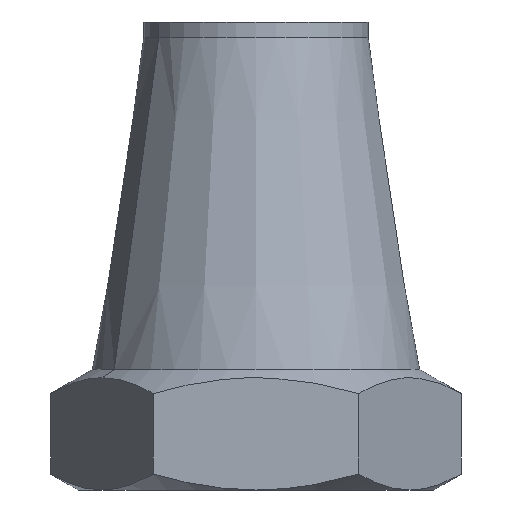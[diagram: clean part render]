
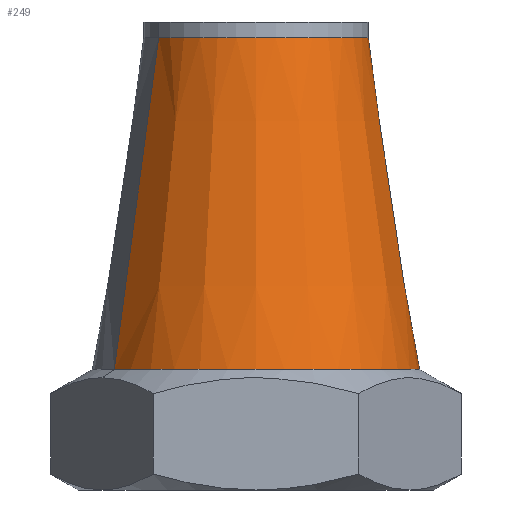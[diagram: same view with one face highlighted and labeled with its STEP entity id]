
A CAD part, left-side view. The second image highlights one B-rep face of the part: STEP entity #249.
In plain terms, the highlighted conical face has half-angle 8.786 degrees and reference radius 8.74 mm.
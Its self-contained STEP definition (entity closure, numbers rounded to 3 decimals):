
#3 = EDGE_LOOP ( 'NONE', ( #482, #152, #210, #281 ) ) ;
#5 = DIRECTION ( 'NONE',  ( -0.5, 0.866, 0. ) ) ;
#25 = CARTESIAN_POINT ( 'NONE',  ( 4.37, -7.569, 6.439 ) ) ;
#33 = LINE ( 'NONE', #25, #227 ) ;
#47 = CARTESIAN_POINT ( 'NONE',  ( -4.37, 7.569, 6.439 ) ) ;
#69 = DIRECTION ( 'NONE',  ( 0., 0., -1. ) ) ;
#113 = VERTEX_POINT ( 'NONE', #209 ) ;
#117 = VERTEX_POINT ( 'NONE', #760 ) ;
#150 = EDGE_CURVE ( 'NONE', #514, #584, #33, .T. ) ;
#152 = ORIENTED_EDGE ( 'NONE', *, *, #289, .T. ) ;
#153 = AXIS2_PLACEMENT_3D ( 'NONE', #794, #544, #738 ) ;
#175 = FACE_OUTER_BOUND ( 'NONE', #3, .T. ) ;
#195 = DIRECTION ( 'NONE',  ( 0., 0., -1. ) ) ;
#202 = CONICAL_SURFACE ( 'NONE', #153, 8.74, 0.153 ) ;
#209 = CARTESIAN_POINT ( 'NONE',  ( -3., 5.196, 24.167 ) ) ;
#210 = ORIENTED_EDGE ( 'NONE', *, *, #245, .T. ) ;
#227 = VECTOR ( 'NONE', #710, 1000. ) ;
#228 = AXIS2_PLACEMENT_3D ( 'NONE', #308, #195, #369 ) ;
#245 = EDGE_CURVE ( 'NONE', #113, #117, #612, .T. ) ;
#249 = ADVANCED_FACE ( 'NONE', ( #175 ), #202, .T. ) ;
#262 = CARTESIAN_POINT ( 'NONE',  ( 4.37, -7.569, 6.439 ) ) ;
#277 = EDGE_CURVE ( 'NONE', #584, #117, #415, .T. ) ;
#281 = ORIENTED_EDGE ( 'NONE', *, *, #277, .F. ) ;
#289 = EDGE_CURVE ( 'NONE', #514, #113, #534, .T. ) ;
#308 = CARTESIAN_POINT ( 'NONE',  ( 0., 0., 6.439 ) ) ;
#369 = DIRECTION ( 'NONE',  ( -0.5, 0.866, 0. ) ) ;
#415 = CIRCLE ( 'NONE', #228, 8.74 ) ;
#456 = VECTOR ( 'NONE', #481, 1000. ) ;
#473 = AXIS2_PLACEMENT_3D ( 'NONE', #506, #69, #5 ) ;
#481 = DIRECTION ( 'NONE',  ( -0.076, 0.132, -0.988 ) ) ;
#482 = ORIENTED_EDGE ( 'NONE', *, *, #150, .F. ) ;
#506 = CARTESIAN_POINT ( 'NONE',  ( 0., 0., 24.167 ) ) ;
#514 = VERTEX_POINT ( 'NONE', #680 ) ;
#534 = CIRCLE ( 'NONE', #473, 6. ) ;
#544 = DIRECTION ( 'NONE',  ( 0., 0., -1. ) ) ;
#584 = VERTEX_POINT ( 'NONE', #262 ) ;
#612 = LINE ( 'NONE', #47, #456 ) ;
#680 = CARTESIAN_POINT ( 'NONE',  ( 3., -5.196, 24.167 ) ) ;
#710 = DIRECTION ( 'NONE',  ( 0.076, -0.132, -0.988 ) ) ;
#738 = DIRECTION ( 'NONE',  ( -0.5, 0.866, 0. ) ) ;
#760 = CARTESIAN_POINT ( 'NONE',  ( -4.37, 7.569, 6.439 ) ) ;
#794 = CARTESIAN_POINT ( 'NONE',  ( 0., 0., 6.439 ) ) ;
